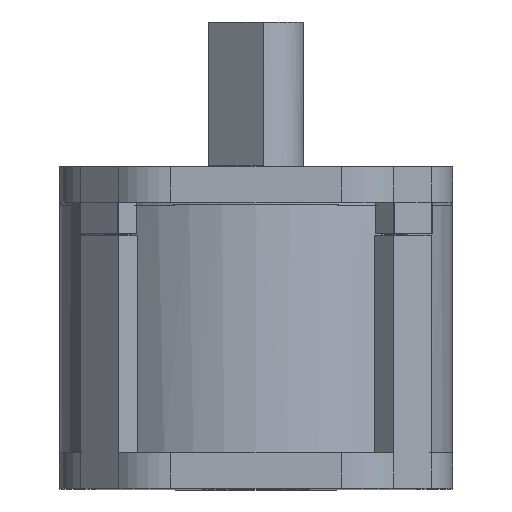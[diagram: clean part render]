
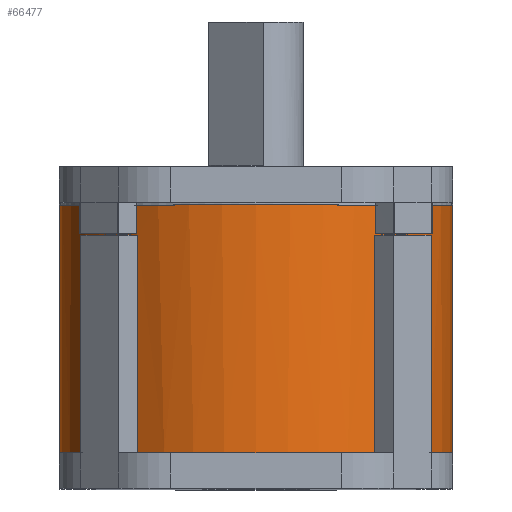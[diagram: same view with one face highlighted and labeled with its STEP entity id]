
A CAD part, top view. The second image highlights one B-rep face of the part: STEP entity #66477.
In plain terms, the highlighted cylindrical face has radius 11 mm (diameter 22 mm), a partial arc.
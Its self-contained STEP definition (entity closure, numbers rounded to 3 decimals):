
#62340=CARTESIAN_POINT('',(12.,15.85,0.));
#62341=DIRECTION('',(0.,1.,0.));
#62342=DIRECTION('',(-0.64,0.,0.768));
#62343=AXIS2_PLACEMENT_3D('',#62340,#62341,#62342);
#62349=CARTESIAN_POINT('',(12.,15.85,0.));
#62350=DIRECTION('',(0.,1.,0.));
#62351=DIRECTION('',(-0.768,0.,-0.64));
#62352=AXIS2_PLACEMENT_3D('',#62349,#62350,#62351);
#62366=CARTESIAN_POINT('',(12.,15.85,0.));
#62367=DIRECTION('',(0.,1.,0.));
#62368=DIRECTION('',(0.,0.,-1.));
#62369=AXIS2_PLACEMENT_3D('',#62366,#62367,#62368);
#63318=DIRECTION('',(0.,1.,0.));
#63319=VECTOR('',#63318,13.85);
#63320=CARTESIAN_POINT('',(12.,2.,-11.));
#63321=LINE('',#63320,#63319);
#63322=CARTESIAN_POINT('',(12.,14.215,0.));
#63323=DIRECTION('',(0.,1.,0.));
#63324=DIRECTION('',(-0.64,0.,-0.768));
#63325=AXIS2_PLACEMENT_3D('',#63322,#63323,#63324);
#63327=CARTESIAN_POINT('',(12.,14.215,0.));
#63328=DIRECTION('',(0.,1.,0.));
#63329=DIRECTION('',(-0.768,0.,0.64));
#63330=AXIS2_PLACEMENT_3D('',#63327,#63328,#63329);
#63332=DIRECTION('',(0.,1.,0.));
#63333=VECTOR('',#63332,13.85);
#63334=CARTESIAN_POINT('',(12.,2.,11.));
#63335=LINE('',#63334,#63333);
#63336=CARTESIAN_POINT('',(12.,2.,0.));
#63337=DIRECTION('',(0.,1.,0.));
#63338=DIRECTION('',(-0.604,0.,0.797));
#63339=AXIS2_PLACEMENT_3D('',#63336,#63337,#63338);
#63341=DIRECTION('',(0.,1.,0.));
#63342=VECTOR('',#63341,12.15);
#63343=CARTESIAN_POINT('',(5.355,2.,8.766));
#63344=LINE('',#63343,#63342);
#63345=CARTESIAN_POINT('',(12.,14.15,0.));
#63346=DIRECTION('',(0.,1.,0.));
#63347=DIRECTION('',(-0.797,0.,0.604));
#63348=AXIS2_PLACEMENT_3D('',#63345,#63346,#63347);
#63350=DIRECTION('',(0.,1.,0.));
#63351=VECTOR('',#63350,12.15);
#63352=CARTESIAN_POINT('',(3.234,2.,6.645));
#63353=LINE('',#63352,#63351);
#63354=CARTESIAN_POINT('',(12.,2.,0.));
#63355=DIRECTION('',(0.,1.,0.));
#63356=DIRECTION('',(-1.,0.,0.));
#63357=AXIS2_PLACEMENT_3D('',#63354,#63355,#63356);
#63359=CARTESIAN_POINT('',(12.,2.,0.));
#63360=DIRECTION('',(0.,1.,0.));
#63361=DIRECTION('',(-0.797,0.,-0.604));
#63362=AXIS2_PLACEMENT_3D('',#63359,#63360,#63361);
#63364=DIRECTION('',(0.,1.,0.));
#63365=VECTOR('',#63364,12.15);
#63366=CARTESIAN_POINT('',(3.234,2.,-6.645));
#63367=LINE('',#63366,#63365);
#63368=CARTESIAN_POINT('',(12.,14.15,0.));
#63369=DIRECTION('',(0.,1.,0.));
#63370=DIRECTION('',(-0.604,0.,-0.797));
#63371=AXIS2_PLACEMENT_3D('',#63368,#63369,#63370);
#63373=DIRECTION('',(0.,1.,0.));
#63374=VECTOR('',#63373,12.15);
#63375=CARTESIAN_POINT('',(5.355,2.,-8.766));
#63376=LINE('',#63375,#63374);
#63377=CARTESIAN_POINT('',(12.,2.,0.));
#63378=DIRECTION('',(0.,1.,0.));
#63379=DIRECTION('',(0.,0.,-1.));
#63380=AXIS2_PLACEMENT_3D('',#63377,#63378,#63379);
#63390=DIRECTION('',(0.,1.,0.));
#63391=VECTOR('',#63390,1.635);
#63392=CARTESIAN_POINT('',(4.961,14.215,
-8.453));
#63393=LINE('',#63392,#63391);
#63398=DIRECTION('',(0.,-1.,0.));
#63399=VECTOR('',#63398,1.635);
#63400=CARTESIAN_POINT('',(3.547,15.85,-7.039));
#63401=LINE('',#63400,#63399);
#63439=DIRECTION('',(0.,1.,0.));
#63440=VECTOR('',#63439,1.635);
#63441=CARTESIAN_POINT('',(3.547,14.215,7.039));
#63442=LINE('',#63441,#63440);
#63455=DIRECTION('',(0.,-1.,0.));
#63456=VECTOR('',#63455,1.635);
#63457=CARTESIAN_POINT('',(4.961,15.85,8.453));
#63458=LINE('',#63457,#63456);
#63650=CARTESIAN_POINT('',(3.547,15.85,-7.039));
#63651=CARTESIAN_POINT('',(3.547,15.85,7.039));
#63652=VERTEX_POINT('',#63650);
#63653=VERTEX_POINT('',#63651);
#63654=CARTESIAN_POINT('',(5.355,14.15,-8.766));
#63655=CARTESIAN_POINT('',(3.234,14.15,-6.645));
#63656=VERTEX_POINT('',#63654);
#63657=VERTEX_POINT('',#63655);
#63658=CARTESIAN_POINT('',(3.234,14.15,6.645));
#63659=CARTESIAN_POINT('',(5.355,14.15,8.766));
#63660=VERTEX_POINT('',#63658);
#63661=VERTEX_POINT('',#63659);
#63662=CARTESIAN_POINT('',(5.355,2.,8.766));
#63663=VERTEX_POINT('',#63662);
#63664=CARTESIAN_POINT('',(3.234,2.,6.645));
#63665=VERTEX_POINT('',#63664);
#63666=CARTESIAN_POINT('',(3.234,2.,-6.645));
#63667=VERTEX_POINT('',#63666);
#63668=CARTESIAN_POINT('',(5.355,2.,-8.766));
#63669=VERTEX_POINT('',#63668);
#63670=CARTESIAN_POINT('',(1.,2.,0.));
#63671=VERTEX_POINT('',#63670);
#63688=CARTESIAN_POINT('',(3.547,14.215,7.039));
#63689=CARTESIAN_POINT('',(4.961,14.215,8.453));
#63690=VERTEX_POINT('',#63688);
#63691=VERTEX_POINT('',#63689);
#63694=CARTESIAN_POINT('',(4.961,15.85,8.453));
#63695=VERTEX_POINT('',#63694);
#63696=CARTESIAN_POINT('',(4.961,14.215,
-8.453));
#63697=CARTESIAN_POINT('',(3.547,14.215,
-7.039));
#63698=VERTEX_POINT('',#63696);
#63699=VERTEX_POINT('',#63697);
#63702=CARTESIAN_POINT('',(4.961,15.85,-8.453));
#63703=VERTEX_POINT('',#63702);
#63808=CARTESIAN_POINT('',(12.,2.,-11.));
#63809=CARTESIAN_POINT('',(12.,15.85,-11.));
#63810=VERTEX_POINT('',#63808);
#63811=VERTEX_POINT('',#63809);
#63812=CARTESIAN_POINT('',(12.,2.,11.));
#63813=CARTESIAN_POINT('',(12.,15.85,11.));
#63814=VERTEX_POINT('',#63812);
#63815=VERTEX_POINT('',#63813);
#66440=CARTESIAN_POINT('',(12.,1.,0.));
#66441=DIRECTION('',(0.,1.,0.));
#66442=DIRECTION('',(1.,0.,0.));
#66443=AXIS2_PLACEMENT_3D('',#66440,#66441,#66442);
#66444=CYLINDRICAL_SURFACE('',#66443,11.);
#66445=ORIENTED_EDGE('',*,*,#64962,.T.);
#66446=ORIENTED_EDGE('',*,*,#65091,.T.);
#66448=ORIENTED_EDGE('',*,*,#66447,.F.);
#66450=ORIENTED_EDGE('',*,*,#66449,.T.);
#66452=ORIENTED_EDGE('',*,*,#66451,.F.);
#66453=ORIENTED_EDGE('',*,*,#65083,.T.);
#66455=ORIENTED_EDGE('',*,*,#66454,.F.);
#66457=ORIENTED_EDGE('',*,*,#66456,.T.);
#66459=ORIENTED_EDGE('',*,*,#66458,.F.);
#66460=ORIENTED_EDGE('',*,*,#65075,.T.);
#66461=ORIENTED_EDGE('',*,*,#64734,.F.);
#66462=ORIENTED_EDGE('',*,*,#64797,.F.);
#66463=ORIENTED_EDGE('',*,*,#64858,.T.);
#66464=ORIENTED_EDGE('',*,*,#64888,.F.);
#66466=ORIENTED_EDGE('',*,*,#66465,.F.);
#66467=ORIENTED_EDGE('',*,*,#64811,.F.);
#66468=ORIENTED_EDGE('',*,*,#64827,.F.);
#66470=ORIENTED_EDGE('',*,*,#66469,.T.);
#66471=ORIENTED_EDGE('',*,*,#64873,.F.);
#66473=ORIENTED_EDGE('',*,*,#66472,.F.);
#66474=ORIENTED_EDGE('',*,*,#64843,.F.);
#66475=EDGE_LOOP('',(#66445,#66446,#66448,#66450,#66452,#66453,#66455,#66457,
#66459,#66460,#66461,#66462,#66463,#66464,#66466,#66467,#66468,#66470,#66471,
#66473,#66474));
#66476=FACE_OUTER_BOUND('',#66475,.F.);
#66477=ADVANCED_FACE('',(#66476),#66444,.T.);
#62344=CIRCLE('',#62343,11.);
#62353=CIRCLE('',#62352,11.);
#62370=CIRCLE('',#62369,11.);
#63326=CIRCLE('',#63325,11.);
#63331=CIRCLE('',#63330,11.);
#63340=CIRCLE('',#63339,11.);
#63349=CIRCLE('',#63348,11.);
#63358=CIRCLE('',#63357,11.);
#63363=CIRCLE('',#63362,11.);
#63372=CIRCLE('',#63371,11.);
#63381=CIRCLE('',#63380,11.);
#64734=EDGE_CURVE('',#63814,#63815,#63335,.T.);
#64797=EDGE_CURVE('',#63663,#63814,#63340,.T.);
#64811=EDGE_CURVE('',#63671,#63665,#63358,.T.);
#64827=EDGE_CURVE('',#63667,#63671,#63363,.T.);
#64843=EDGE_CURVE('',#63810,#63669,#63381,.T.);
#64858=EDGE_CURVE('',#63663,#63661,#63344,.T.);
#64873=EDGE_CURVE('',#63656,#63657,#63372,.T.);
#64888=EDGE_CURVE('',#63660,#63661,#63349,.T.);
#64962=EDGE_CURVE('',#63810,#63811,#63321,.T.);
#65075=EDGE_CURVE('',#63695,#63815,#62344,.T.);
#65083=EDGE_CURVE('',#63652,#63653,#62353,.T.);
#65091=EDGE_CURVE('',#63811,#63703,#62370,.T.);
#66447=EDGE_CURVE('',#63698,#63703,#63393,.T.);
#66449=EDGE_CURVE('',#63698,#63699,#63326,.T.);
#66451=EDGE_CURVE('',#63652,#63699,#63401,.T.);
#66454=EDGE_CURVE('',#63690,#63653,#63442,.T.);
#66456=EDGE_CURVE('',#63690,#63691,#63331,.T.);
#66458=EDGE_CURVE('',#63695,#63691,#63458,.T.);
#66465=EDGE_CURVE('',#63665,#63660,#63353,.T.);
#66469=EDGE_CURVE('',#63667,#63657,#63367,.T.);
#66472=EDGE_CURVE('',#63669,#63656,#63376,.T.);
